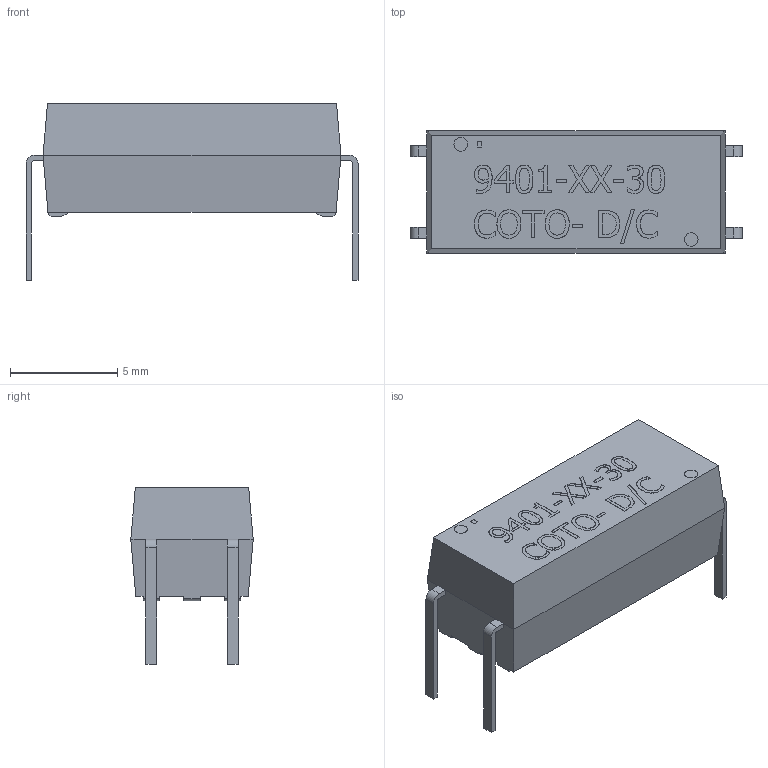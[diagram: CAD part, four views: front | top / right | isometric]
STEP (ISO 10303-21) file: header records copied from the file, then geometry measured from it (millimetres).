
FILE_DESCRIPTION((''),'2;1');
FILE_NAME('9401- A (A).stp','2012-09-17T16:05:23',('odafonseca'),(''),'Autodesk Inventor 2011','Autodesk Inventor 2011','');
FILE_SCHEMA(('AUTOMOTIVE_DESIGN { 1 0 10303 214 1 1 1 1 }'));
Length unit declared in the file: inch
Products named in the file (1): 9401- A (A)
Bounding box: 15.51 x 5.71 x 8.26 mm (x, y, z)
Volume: 386 mm3; surface area: 379.8 mm2
Topology: 1 solids, 1 shells, 329 faces, 879 edges, 582 vertices
Faces by surface type: plane 180, bspline 131, cylinder 18
Full cylindrical faces by diameter (mm): 0.635 x2, 2.54 x2
Entity records: 11204 total; most frequent: CARTESIAN_POINT 3490, ORIENTED_EDGE 1750, DIRECTION 1047, EDGE_CURVE 875, VERTEX_POINT 582, VECTOR 577, LINE 577, EDGE_LOOP 363
